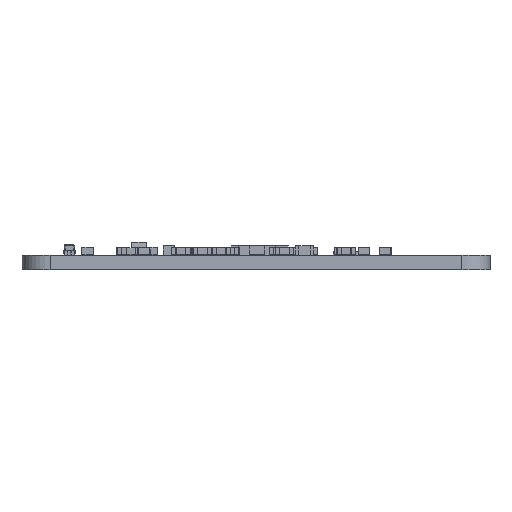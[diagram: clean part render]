
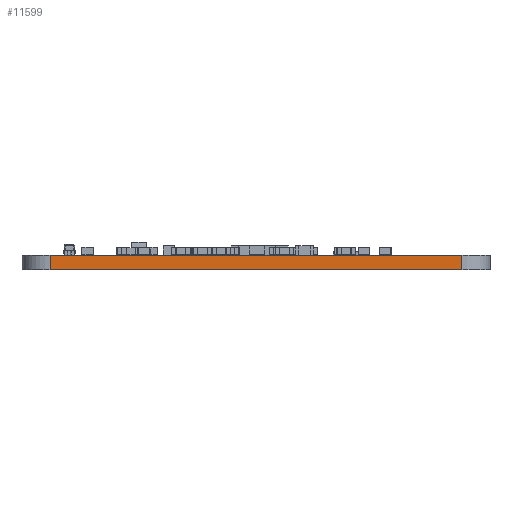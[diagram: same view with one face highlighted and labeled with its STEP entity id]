
A CAD part, left-side view. The second image highlights one B-rep face of the part: STEP entity #11599.
In plain terms, the highlighted planar face has unit normal (-1, 0, 0).
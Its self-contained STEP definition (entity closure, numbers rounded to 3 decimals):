
#546=PLANE('',#12656);
#1108=FACE_OUTER_BOUND('',#1748,.T.);
#1748=EDGE_LOOP('',(#8188,#8189,#8190,#8191));
#2668=LINE('',#17443,#3782);
#2669=LINE('',#17446,#3783);
#2670=LINE('',#17448,#3784);
#2671=LINE('',#17449,#3785);
#3782=VECTOR('',#14295,10.);
#3783=VECTOR('',#14298,10.);
#3784=VECTOR('',#14299,10.);
#3785=VECTOR('',#14300,10.);
#5426=VERTEX_POINT('',#17439);
#5427=VERTEX_POINT('',#17441);
#5428=VERTEX_POINT('',#17445);
#5429=VERTEX_POINT('',#17447);
#6542=EDGE_CURVE('',#5426,#5427,#2668,.T.);
#6543=EDGE_CURVE('',#5428,#5426,#2669,.T.);
#6544=EDGE_CURVE('',#5429,#5427,#2670,.T.);
#6545=EDGE_CURVE('',#5428,#5429,#2671,.T.);
#8188=ORIENTED_EDGE('',*,*,#6543,.T.);
#8189=ORIENTED_EDGE('',*,*,#6542,.T.);
#8190=ORIENTED_EDGE('',*,*,#6544,.F.);
#8191=ORIENTED_EDGE('',*,*,#6545,.F.);
#11599=ADVANCED_FACE('',(#1108),#546,.T.);
#12656=AXIS2_PLACEMENT_3D('',#17444,#14296,#14297);
#14295=DIRECTION('',(0.,0.,1.));
#14296=DIRECTION('center_axis',(-1.,0.,0.));
#14297=DIRECTION('ref_axis',(0.,-1.,0.));
#14298=DIRECTION('',(0.,-1.,0.));
#14299=DIRECTION('',(0.,-1.,0.));
#14300=DIRECTION('',(0.,0.,1.));
#17439=CARTESIAN_POINT('',(-0.056,3.,0.));
#17441=CARTESIAN_POINT('',(-0.056,3.,1.57));
#17443=CARTESIAN_POINT('',(-0.056,3.,0.));
#17444=CARTESIAN_POINT('Origin',(-0.056,47.,0.));
#17445=CARTESIAN_POINT('',(-0.056,47.,0.));
#17446=CARTESIAN_POINT('',(-0.056,47.,0.));
#17447=CARTESIAN_POINT('',(-0.056,47.,1.57));
#17448=CARTESIAN_POINT('',(-0.056,47.,1.57));
#17449=CARTESIAN_POINT('',(-0.056,47.,0.));
